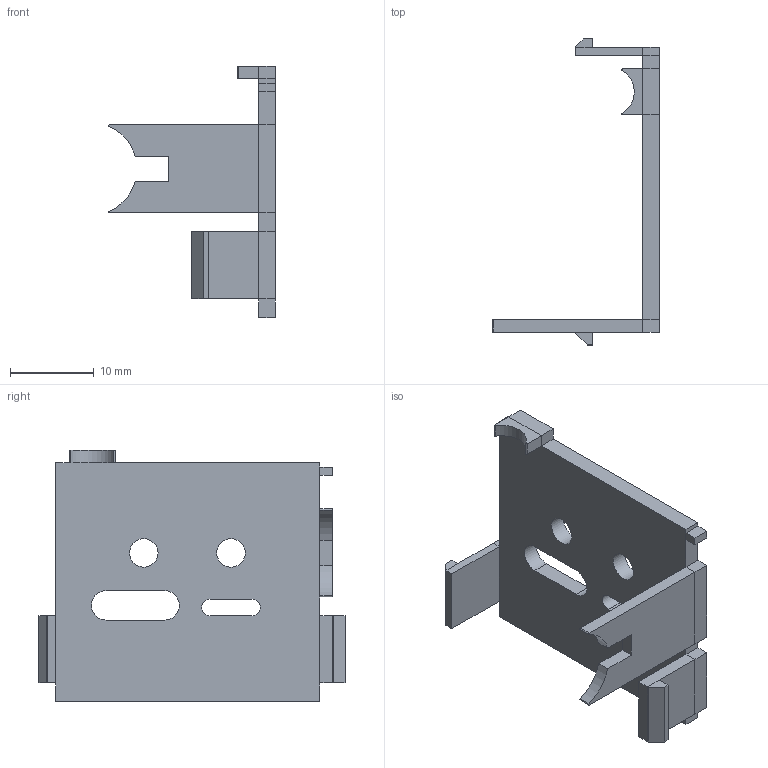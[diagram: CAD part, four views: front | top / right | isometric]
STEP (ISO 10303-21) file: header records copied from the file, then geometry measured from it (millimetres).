
FILE_DESCRIPTION(('FreeCAD Model'),'2;1');
FILE_NAME('Case_Side_Right.step', '2021-03-24T23:53:50',('Author'),(''), 'Open CASCADE STEP processor 7.3','FreeCAD','Unknown');
FILE_SCHEMA(('AUTOMOTIVE_DESIGN { 1 0 10303 214 1 1 1 1 }'));
Length unit declared in the file: millimetre
Products named in the file (1): Body001
Bounding box: 19.9 x 36.5 x 30 mm (x, y, z)
Volume: 2184 mm3; surface area: 2879.2 mm2
Topology: 1 solids, 1 shells, 82 faces, 196 edges, 116 vertices
Faces by surface type: plane 69, cylinder 13
Full cylindrical faces by diameter (mm): 3.4 x2
Entity records: 2331 total; most frequent: CARTESIAN_POINT 395, ORIENTED_EDGE 392, DIRECTION 388, EDGE_CURVE 196, LINE 170, VECTOR 170, VERTEX_POINT 116, AXIS2_PLACEMENT_3D 109
